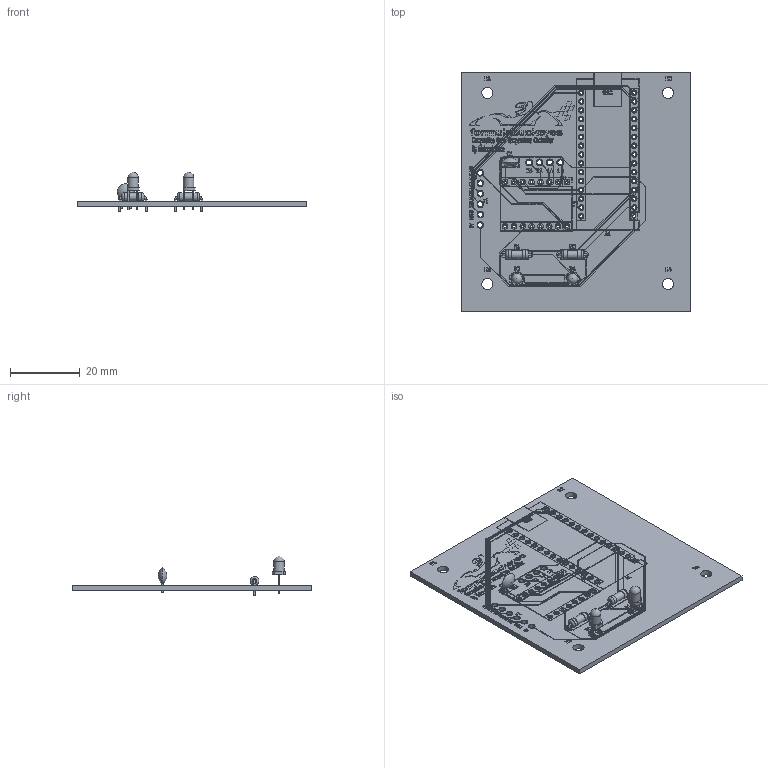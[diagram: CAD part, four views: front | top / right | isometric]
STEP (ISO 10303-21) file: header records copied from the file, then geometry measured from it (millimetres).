
FILE_DESCRIPTION(('KiCad electronic assembly'),'2;1');
FILE_NAME('ovencontroller.step','2026-02-19T13:55:53',('Pcbnew'),( 'Kicad'),'Open CASCADE STEP processor 7.9','KiCad to STEP converter' ,'Unknown');
FILE_SCHEMA(('AUTOMOTIVE_DESIGN { 1 0 10303 214 1 1 1 1 }'));
Length unit declared in the file: millimetre
Products named in the file (8): ovencontroller 1; R_Axial_DIN0207_L6.3mm_D2.5mm_P7.62mm_Horizontal; LED_D3.0mm; C_Disc_D5.0mm_W2.5mm_P2.50mm; ovencontroller_copper; ovencontroller_pad; ovencontroller_silkscreen; ovencontroller_PCB
Assembly tree (9 placements, depth 2):
  ovencontroller 1
    R_Axial_DIN0207_L6.3mm_D2.5mm_P7.62mm_Horizontal  x2
    LED_D3.0mm  x2
    C_Disc_D5.0mm_W2.5mm_P2.50mm
    ovencontroller_copper
    ovencontroller_pad
    ovencontroller_silkscreen
    ovencontroller_PCB
Bounding box: 66 x 69 x 11.3 mm (x, y, z)
Volume: 6931.5 mm3; surface area: 11684.3 mm2
Topology: 223 solids, 363 shells, 1504 faces, 6128 edges, 5218 vertices
Faces by surface type: plane 993, cylinder 499, torus 8, sphere 4
Full cylindrical faces by diameter (mm): 0.5 x2, 0.6 x4, 0.75 x66, 0.8 x44, 0.85 x12, 0.9 x8, 0.95 x90, 1 x60, 1.45 x30, 1.5 x20, 1.6 x100, 1.8 x4, 1.905 x12, 2 x8, 2.25 x2, 2.5 x4, 3 x2, 3.2 x4
Entity records: 68446 total; most frequent: CARTESIAN_POINT 13265, DIRECTION 10617, ORIENTED_EDGE 8723, EDGE_CURVE 6067, VERTEX_POINT 5183, LINE 4467, VECTOR 4467, AXIS2_PLACEMENT_3D 3075
